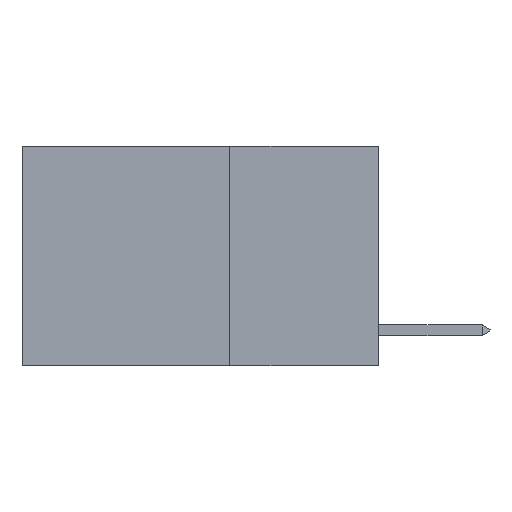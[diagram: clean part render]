
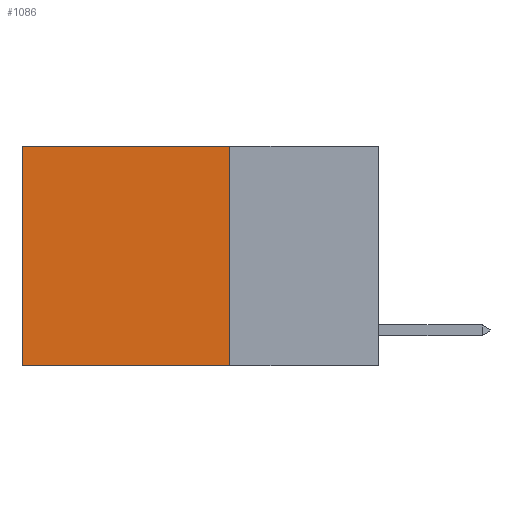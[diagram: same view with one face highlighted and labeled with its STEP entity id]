
A CAD part, left-side view. The second image highlights one B-rep face of the part: STEP entity #1086.
In plain terms, the highlighted planar face has unit normal (-1, 0, 0).
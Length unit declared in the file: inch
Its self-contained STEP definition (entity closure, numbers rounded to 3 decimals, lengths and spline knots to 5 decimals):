
#356 = LINE ( 'NONE', #4068, #7035 ) ;
#423 = LINE ( 'NONE', #8575, #869 ) ;
#552 = CARTESIAN_POINT ( 'NONE',  ( 0.2625, 0.6, -0.37 ) ) ;
#869 = VECTOR ( 'NONE', #9505, 39.37008 ) ;
#1011 = AXIS2_PLACEMENT_3D ( 'NONE', #3269, #6975, #10689 ) ;
#1086 = ADVANCED_FACE ( 'NONE', ( #4187 ), #11607, .F. ) ;
#1371 = CARTESIAN_POINT ( 'NONE',  ( 0.2625, 0.25, 0. ) ) ;
#1479 = EDGE_CURVE ( 'NONE', #6966, #10012, #356, .T. ) ;
#1517 = ORIENTED_EDGE ( 'NONE', *, *, #2916, .T. ) ;
#2113 = EDGE_CURVE ( 'NONE', #11715, #6966, #5590, .T. ) ;
#2916 = EDGE_CURVE ( 'NONE', #11715, #7914, #9438, .T. ) ;
#3269 = CARTESIAN_POINT ( 'NONE',  ( 0.2625, 0.25, 0. ) ) ;
#4068 = CARTESIAN_POINT ( 'NONE',  ( 0.2625, 0.25, -0.37 ) ) ;
#4187 = FACE_OUTER_BOUND ( 'NONE', #7418, .T. ) ;
#4879 = CARTESIAN_POINT ( 'NONE',  ( 0.2625, 0.25, 0. ) ) ;
#5301 = VECTOR ( 'NONE', #7646, 39.37008 ) ;
#5590 = LINE ( 'NONE', #4879, #5301 ) ;
#6167 = EDGE_CURVE ( 'NONE', #7914, #10012, #423, .T. ) ;
#6498 = DIRECTION ( 'NONE',  ( 0., 1., 0. ) ) ;
#6675 = CARTESIAN_POINT ( 'NONE',  ( 0.2625, 0.6, 0. ) ) ;
#6966 = VERTEX_POINT ( 'NONE', #11826 ) ;
#6975 = DIRECTION ( 'NONE',  ( 1., 0., 0. ) ) ;
#7035 = VECTOR ( 'NONE', #9666, 39.37008 ) ;
#7418 = EDGE_LOOP ( 'NONE', ( #10206, #9890, #8517, #1517 ) ) ;
#7646 = DIRECTION ( 'NONE',  ( 0., 0., -1. ) ) ;
#7914 = VERTEX_POINT ( 'NONE', #6675 ) ;
#8517 = ORIENTED_EDGE ( 'NONE', *, *, #2113, .F. ) ;
#8575 = CARTESIAN_POINT ( 'NONE',  ( 0.2625, 0.6, 0. ) ) ;
#9438 = LINE ( 'NONE', #11206, #11883 ) ;
#9505 = DIRECTION ( 'NONE',  ( 0., 0., -1. ) ) ;
#9666 = DIRECTION ( 'NONE',  ( 0., 1., 0. ) ) ;
#9890 = ORIENTED_EDGE ( 'NONE', *, *, #1479, .F. ) ;
#10012 = VERTEX_POINT ( 'NONE', #552 ) ;
#10206 = ORIENTED_EDGE ( 'NONE', *, *, #6167, .T. ) ;
#10689 = DIRECTION ( 'NONE',  ( 0., 0., -1. ) ) ;
#11206 = CARTESIAN_POINT ( 'NONE',  ( 0.2625, 0.25, 0. ) ) ;
#11607 = PLANE ( 'NONE',  #1011 ) ;
#11715 = VERTEX_POINT ( 'NONE', #1371 ) ;
#11826 = CARTESIAN_POINT ( 'NONE',  ( 0.2625, 0.25, -0.37 ) ) ;
#11883 = VECTOR ( 'NONE', #6498, 39.37008 ) ;
